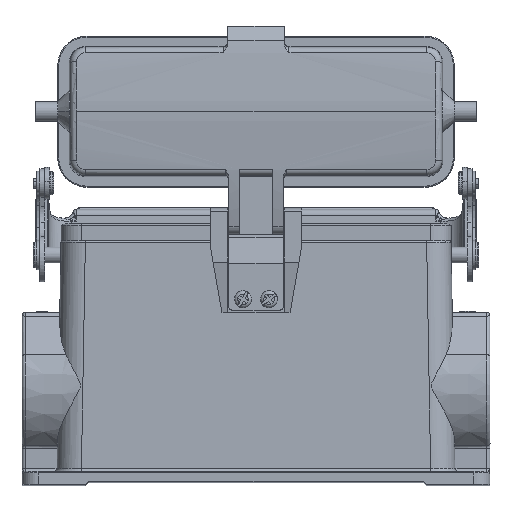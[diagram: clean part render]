
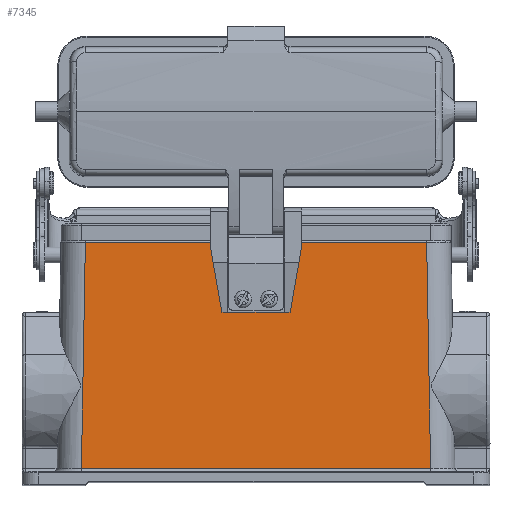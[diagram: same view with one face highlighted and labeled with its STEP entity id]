
A CAD part, front view. The second image highlights one B-rep face of the part: STEP entity #7345.
In plain terms, the highlighted planar face has unit normal (0, -1, 0.027).
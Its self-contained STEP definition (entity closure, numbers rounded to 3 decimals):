
#1385=FACE_BOUND('',#11311,.T.);
#1386=FACE_BOUND('',#11312,.T.);
#3419=LINE('',#50139,#5411);
#3421=LINE('',#50143,#5413);
#3424=LINE('',#50154,#5416);
#3426=LINE('',#50158,#5418);
#3428=LINE('',#50162,#5420);
#3430=LINE('',#50166,#5422);
#3434=LINE('',#50173,#5426);
#3436=LINE('',#50177,#5428);
#3438=LINE('',#50181,#5430);
#3440=LINE('',#50185,#5432);
#3442=LINE('',#50189,#5434);
#3445=LINE('',#50200,#5437);
#3447=LINE('',#50204,#5439);
#3450=LINE('',#50209,#5442);
#3486=LINE('',#50524,#5478);
#3687=LINE('',#52660,#5679);
#3761=LINE('',#53936,#5753);
#3762=LINE('',#53938,#5754);
#5411=VECTOR('',#36846,1.);
#5413=VECTOR('',#36850,1.);
#5416=VECTOR('',#36857,1.);
#5418=VECTOR('',#36861,1.);
#5420=VECTOR('',#36865,1.);
#5422=VECTOR('',#36869,1.);
#5426=VECTOR('',#36875,1.);
#5428=VECTOR('',#36879,1.);
#5430=VECTOR('',#36883,1.);
#5432=VECTOR('',#36887,1.);
#5434=VECTOR('',#36891,1.);
#5437=VECTOR('',#36898,1.);
#5439=VECTOR('',#36902,1.);
#5442=VECTOR('',#36907,1.);
#5478=VECTOR('',#37095,1.);
#5679=VECTOR('',#37772,1.);
#5753=VECTOR('',#38108,1.);
#5754=VECTOR('',#38111,1.);
#7345=ADVANCED_FACE('',(#1385,#1386),#8314,.F.);
#8314=PLANE('',#32082);
#11311=EDGE_LOOP('',(#18605,#18606,#18607,#18608,#18609,#18610,#18611,#18612,
#18613,#18614,#18615,#18616,#18617,#18618,#18619,#18620));
#11312=EDGE_LOOP('',(#18621,#18622,#18623,#18624));
#18605=ORIENTED_EDGE('',*,*,#26796,.F.);
#18606=ORIENTED_EDGE('',*,*,#26794,.T.);
#18607=ORIENTED_EDGE('',*,*,#26792,.T.);
#18608=ORIENTED_EDGE('',*,*,#26790,.T.);
#18609=ORIENTED_EDGE('',*,*,#26788,.T.);
#18610=ORIENTED_EDGE('',*,*,#26786,.F.);
#18611=ORIENTED_EDGE('',*,*,#26784,.T.);
#18612=ORIENTED_EDGE('',*,*,#26782,.T.);
#18613=ORIENTED_EDGE('',*,*,#26778,.T.);
#18614=ORIENTED_EDGE('',*,*,#26776,.F.);
#18615=ORIENTED_EDGE('',*,*,#26774,.T.);
#18616=ORIENTED_EDGE('',*,*,#26772,.T.);
#18617=ORIENTED_EDGE('',*,*,#26770,.T.);
#18618=ORIENTED_EDGE('',*,*,#26768,.T.);
#18619=ORIENTED_EDGE('',*,*,#26766,.F.);
#18620=ORIENTED_EDGE('',*,*,#26799,.T.);
#18621=ORIENTED_EDGE('',*,*,#26899,.T.);
#18622=ORIENTED_EDGE('',*,*,#27549,.F.);
#18623=ORIENTED_EDGE('',*,*,#27345,.T.);
#18624=ORIENTED_EDGE('',*,*,#27548,.F.);
#22848=VERTEX_POINT('',#50136);
#22849=VERTEX_POINT('',#50138);
#22850=VERTEX_POINT('',#50142);
#22851=VERTEX_POINT('',#50146);
#22852=VERTEX_POINT('',#50153);
#22853=VERTEX_POINT('',#50157);
#22854=VERTEX_POINT('',#50161);
#22855=VERTEX_POINT('',#50165);
#22856=VERTEX_POINT('',#50169);
#22858=VERTEX_POINT('',#50176);
#22859=VERTEX_POINT('',#50180);
#22860=VERTEX_POINT('',#50184);
#22861=VERTEX_POINT('',#50188);
#22862=VERTEX_POINT('',#50192);
#22863=VERTEX_POINT('',#50199);
#22864=VERTEX_POINT('',#50203);
#22924=VERTEX_POINT('',#50499);
#22928=VERTEX_POINT('',#50523);
#23209=VERTEX_POINT('',#52645);
#23211=VERTEX_POINT('',#52659);
#26766=EDGE_CURVE('',#22849,#22848,#3419,.T.);
#26768=EDGE_CURVE('',#22850,#22848,#3421,.T.);
#26770=EDGE_CURVE('',#22851,#22850,#29525,.T.);
#26772=EDGE_CURVE('',#22852,#22851,#3424,.T.);
#26774=EDGE_CURVE('',#22853,#22852,#3426,.T.);
#26776=EDGE_CURVE('',#22853,#22854,#3428,.T.);
#26778=EDGE_CURVE('',#22855,#22854,#3430,.T.);
#26782=EDGE_CURVE('',#22856,#22855,#3434,.T.);
#26784=EDGE_CURVE('',#22858,#22856,#3436,.T.);
#26786=EDGE_CURVE('',#22858,#22859,#3438,.T.);
#26788=EDGE_CURVE('',#22860,#22859,#3440,.T.);
#26790=EDGE_CURVE('',#22861,#22860,#3442,.T.);
#26792=EDGE_CURVE('',#22862,#22861,#29526,.T.);
#26794=EDGE_CURVE('',#22863,#22862,#3445,.T.);
#26796=EDGE_CURVE('',#22863,#22864,#3447,.T.);
#26799=EDGE_CURVE('',#22849,#22864,#3450,.T.);
#26899=EDGE_CURVE('',#22924,#22928,#3486,.T.);
#27345=EDGE_CURVE('',#23209,#23211,#3687,.T.);
#27548=EDGE_CURVE('',#22924,#23211,#3761,.T.);
#27549=EDGE_CURVE('',#23209,#22928,#3762,.T.);
#29525=B_SPLINE_CURVE_WITH_KNOTS('',3,(#50147,#50148,#50149,#50150),
 .UNSPECIFIED.,.F.,.F.,(4,4),(0.,1.),.UNSPECIFIED.);
#29526=B_SPLINE_CURVE_WITH_KNOTS('',3,(#50193,#50194,#50195,#50196),
 .UNSPECIFIED.,.F.,.F.,(4,4),(0.,1.),.UNSPECIFIED.);
#32082=AXIS2_PLACEMENT_3D('',#53939,#38112,#38113);
#36846=DIRECTION('',(0.172,0.026,0.985));
#36850=DIRECTION('',(0.749,-0.018,-0.662));
#36857=DIRECTION('',(1.,0.,0.));
#36861=DIRECTION('',(0.,-0.027,-1.));
#36865=DIRECTION('',(0.707,0.019,0.707));
#36869=DIRECTION('',(0.,-0.027,-1.));
#36875=DIRECTION('',(1.,0.,0.));
#36879=DIRECTION('',(0.,0.027,1.));
#36883=DIRECTION('',(0.707,-0.019,-0.707));
#36887=DIRECTION('',(0.,0.027,1.));
#36891=DIRECTION('',(1.,0.,0.));
#36898=DIRECTION('',(0.749,0.018,0.662));
#36902=DIRECTION('',(0.172,-0.026,-0.985));
#36907=DIRECTION('',(-1.,0.,0.));
#37095=DIRECTION('',(-1.,0.,0.));
#37772=DIRECTION('',(1.,0.,0.));
#38108=DIRECTION('',(0.017,-0.027,-0.999));
#38111=DIRECTION('',(0.017,0.027,0.999));
#38112=DIRECTION('',(0.,1.,-0.027));
#38113=DIRECTION('',(0.,-0.027,-1.));
#50136=CARTESIAN_POINT('',(-39.417,-58.308,38.298));
#50138=CARTESIAN_POINT('',(-39.628,-58.34,37.096));
#50139=CARTESIAN_POINT('',(-39.628,-58.34,37.096));
#50142=CARTESIAN_POINT('',(-44.341,-58.192,42.65));
#50143=CARTESIAN_POINT('',(-44.341,-58.192,42.65));
#50146=CARTESIAN_POINT('',(-46.229,-58.173,43.365));
#50147=CARTESIAN_POINT('',(-46.229,-58.173,43.365));
#50148=CARTESIAN_POINT('',(-45.51,-58.173,43.365));
#50149=CARTESIAN_POINT('',(-44.88,-58.179,43.127));
#50150=CARTESIAN_POINT('',(-44.341,-58.192,42.65));
#50153=CARTESIAN_POINT('',(-48.229,-58.173,43.365));
#50154=CARTESIAN_POINT('',(-48.229,-58.173,43.365));
#50157=CARTESIAN_POINT('',(-48.229,-57.956,51.513));
#50158=CARTESIAN_POINT('',(-48.229,-57.956,51.513));
#50161=CARTESIAN_POINT('',(-47.729,-57.943,52.013));
#50162=CARTESIAN_POINT('',(-48.229,-57.956,51.513));
#50165=CARTESIAN_POINT('',(-47.729,-57.823,56.512));
#50166=CARTESIAN_POINT('',(-47.729,-57.823,56.512));
#50169=CARTESIAN_POINT('',(-52.729,-57.823,56.512));
#50173=CARTESIAN_POINT('',(-52.729,-57.823,56.512));
#50176=CARTESIAN_POINT('',(-52.729,-57.943,52.013));
#50177=CARTESIAN_POINT('',(-52.729,-57.943,52.013));
#50180=CARTESIAN_POINT('',(-52.229,-57.956,51.513));
#50181=CARTESIAN_POINT('',(-52.729,-57.943,52.013));
#50184=CARTESIAN_POINT('',(-52.229,-58.173,43.365));
#50185=CARTESIAN_POINT('',(-52.229,-58.173,43.365));
#50188=CARTESIAN_POINT('',(-54.229,-58.173,43.365));
#50189=CARTESIAN_POINT('',(-54.229,-58.173,43.365));
#50192=CARTESIAN_POINT('',(-56.117,-58.192,42.65));
#50193=CARTESIAN_POINT('',(-56.117,-58.192,42.65));
#50194=CARTESIAN_POINT('',(-55.578,-58.179,43.127));
#50195=CARTESIAN_POINT('',(-54.948,-58.173,43.365));
#50196=CARTESIAN_POINT('',(-54.229,-58.173,43.365));
#50199=CARTESIAN_POINT('',(-61.041,-58.308,38.298));
#50200=CARTESIAN_POINT('',(-61.041,-58.308,38.298));
#50203=CARTESIAN_POINT('',(-60.83,-58.34,37.096));
#50204=CARTESIAN_POINT('',(-61.041,-58.308,38.298));
#50209=CARTESIAN_POINT('',(-39.628,-58.34,37.096));
#50499=CARTESIAN_POINT('',(2.281,-57.779,58.171));
#50523=CARTESIAN_POINT('',(-102.739,-57.779,58.171));
#50524=CARTESIAN_POINT('',(2.281,-57.779,58.171));
#52645=CARTESIAN_POINT('',(-103.952,-59.628,-11.342));
#52659=CARTESIAN_POINT('',(3.494,-59.628,-11.342));
#52660=CARTESIAN_POINT('',(-103.952,-59.628,-11.342));
#53936=CARTESIAN_POINT('',(2.281,-57.779,58.171));
#53938=CARTESIAN_POINT('',(-103.952,-59.628,-11.342));
#53939=CARTESIAN_POINT('',(-50.229,-58.704,23.415));
